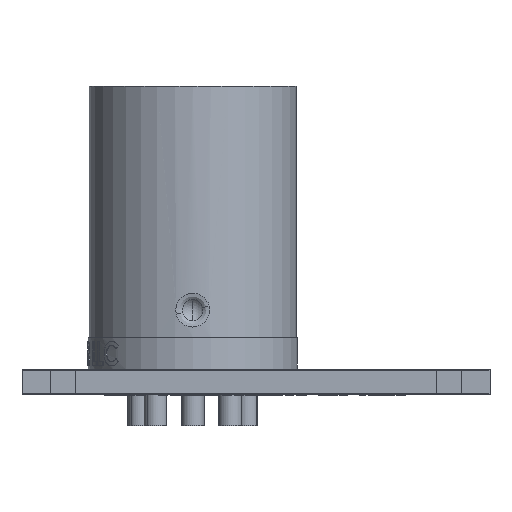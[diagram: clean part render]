
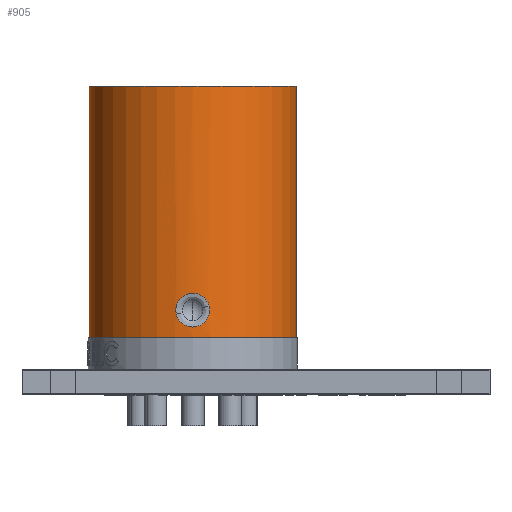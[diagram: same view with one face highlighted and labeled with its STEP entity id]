
A CAD part, front view. The second image highlights one B-rep face of the part: STEP entity #905.
In plain terms, the highlighted cylindrical face has radius 6.6 mm (diameter 13.2 mm), a partial arc.
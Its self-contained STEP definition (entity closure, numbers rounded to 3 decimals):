
#255 = VERTEX_POINT('',#256);
#256 = CARTESIAN_POINT('',(-1.048,-6.516,
    -0.507));
#263 = EDGE_CURVE('',#264,#255,#266,.T.);
#264 = VERTEX_POINT('',#265);
#265 = CARTESIAN_POINT('',(1.049,-6.516,
    0.006));
#266 = B_SPLINE_CURVE_WITH_KNOTS('',3,(#267,#268,#269,#270,#271,#272,
    #273,#274,#275,#276,#277,#278,#279,#280,#281,#282),.UNSPECIFIED.,.F.
  ,.F.,(4,2,2,2,2,2,2,4),(0.007,0.007,
    0.007,0.008,0.008,
    0.009,0.009,0.01),
  .UNSPECIFIED.);
#267 = CARTESIAN_POINT('',(1.049,-6.516,
    0.006));
#268 = CARTESIAN_POINT('',(1.082,-6.511,
    -0.132));
#269 = CARTESIAN_POINT('',(1.088,-6.51,
    -0.277));
#270 = CARTESIAN_POINT('',(1.045,-6.517,
    -0.556));
#271 = CARTESIAN_POINT('',(0.995,-6.525,-0.69)
  );
#272 = CARTESIAN_POINT('',(0.848,-6.546,-0.929)
  );
#273 = CARTESIAN_POINT('',(0.751,-6.558,-1.034)
  );
#274 = CARTESIAN_POINT('',(0.524,-6.58,
    -1.199));
#275 = CARTESIAN_POINT('',(0.393,-6.59,-1.259
    ));
#276 = CARTESIAN_POINT('',(0.121,-6.6,
    -1.325));
#277 = CARTESIAN_POINT('',(-0.024,-6.601,
    -1.331));
#278 = CARTESIAN_POINT('',(-0.302,-6.595,
    -1.289));
#279 = CARTESIAN_POINT('',(-0.437,-6.587,
    -1.241));
#280 = CARTESIAN_POINT('',(-0.801,-6.556,
    -1.023));
#281 = CARTESIAN_POINT('',(-0.981,-6.527,
    -0.781));
#282 = CARTESIAN_POINT('',(-1.048,-6.516,
    -0.507));
#431 = VERTEX_POINT('',#432);
#432 = CARTESIAN_POINT('',(6.6,0.,14.));
#441 = EDGE_CURVE('',#431,#442,#444,.T.);
#442 = VERTEX_POINT('',#443);
#443 = CARTESIAN_POINT('',(6.6,0.,-2.));
#444 = LINE('',#445,#446);
#445 = CARTESIAN_POINT('',(6.6,0.,6.7));
#446 = VECTOR('',#447,1.);
#447 = DIRECTION('',(-0.,-0.,-1.));
#502 = VERTEX_POINT('',#503);
#503 = CARTESIAN_POINT('',(-6.6,0.,-2.));
#510 = EDGE_CURVE('',#511,#502,#513,.T.);
#511 = VERTEX_POINT('',#512);
#512 = CARTESIAN_POINT('',(-6.6,0.,14.));
#513 = LINE('',#514,#515);
#514 = CARTESIAN_POINT('',(-6.6,0.,6.7));
#515 = VECTOR('',#516,1.);
#516 = DIRECTION('',(-0.,-0.,-1.));
#905 = ADVANCED_FACE('',(#906,#924),#946,.T.);
#906 = FACE_BOUND('',#907,.T.);
#907 = EDGE_LOOP('',(#908,#909,#916,#917));
#908 = ORIENTED_EDGE('',*,*,#441,.F.);
#909 = ORIENTED_EDGE('',*,*,#910,.F.);
#910 = EDGE_CURVE('',#511,#431,#911,.T.);
#911 = CIRCLE('',#912,6.6);
#912 = AXIS2_PLACEMENT_3D('',#913,#914,#915);
#913 = CARTESIAN_POINT('',(0.,0.,14.)
  );
#914 = DIRECTION('',(0.,0.,1.));
#915 = DIRECTION('',(1.,0.,-0.));
#916 = ORIENTED_EDGE('',*,*,#510,.T.);
#917 = ORIENTED_EDGE('',*,*,#918,.F.);
#918 = EDGE_CURVE('',#442,#502,#919,.T.);
#919 = CIRCLE('',#920,6.6);
#920 = AXIS2_PLACEMENT_3D('',#921,#922,#923);
#921 = CARTESIAN_POINT('',(0.,0.,-2.));
#922 = DIRECTION('',(0.,0.,-1.));
#923 = DIRECTION('',(-1.,0.,0.));
#924 = FACE_BOUND('',#925,.T.);
#925 = EDGE_LOOP('',(#926,#927));
#926 = ORIENTED_EDGE('',*,*,#263,.T.);
#927 = ORIENTED_EDGE('',*,*,#928,.T.);
#928 = EDGE_CURVE('',#255,#264,#929,.T.);
#929 = B_SPLINE_CURVE_WITH_KNOTS('',3,(#930,#931,#932,#933,#934,#935,
    #936,#937,#938,#939,#940,#941,#942,#943,#944,#945),.UNSPECIFIED.,.F.
  ,.F.,(4,2,2,2,2,2,2,4),(0.003,0.004,
    0.004,0.005,0.005,
    0.006,0.006,0.007),
  .UNSPECIFIED.);
#930 = CARTESIAN_POINT('',(-1.048,-6.516,
    -0.507));
#931 = CARTESIAN_POINT('',(-1.082,-6.511,
    -0.369));
#932 = CARTESIAN_POINT('',(-1.088,-6.51,
    -0.226));
#933 = CARTESIAN_POINT('',(-1.045,-6.517,
    0.053));
#934 = CARTESIAN_POINT('',(-0.996,-6.525,
    0.187));
#935 = CARTESIAN_POINT('',(-0.776,-6.556,
    0.548));
#936 = CARTESIAN_POINT('',(-0.533,-6.584,
    0.725));
#937 = CARTESIAN_POINT('',(-0.12,-6.6,
    0.825));
#938 = CARTESIAN_POINT('',(0.024,-6.601,
    0.831));
#939 = CARTESIAN_POINT('',(0.303,-6.595,0.789
    ));
#940 = CARTESIAN_POINT('',(0.439,-6.587,0.74
    ));
#941 = CARTESIAN_POINT('',(0.68,-6.566,0.596)
  );
#942 = CARTESIAN_POINT('',(0.786,-6.554,0.5)
  );
#943 = CARTESIAN_POINT('',(0.954,-6.531,0.273
    ));
#944 = CARTESIAN_POINT('',(1.015,-6.522,0.144
    ));
#945 = CARTESIAN_POINT('',(1.049,-6.516,
    0.006));
#946 = CYLINDRICAL_SURFACE('',#947,6.6);
#947 = AXIS2_PLACEMENT_3D('',#948,#949,#950);
#948 = CARTESIAN_POINT('',(0.,0.,6.7));
#949 = DIRECTION('',(-0.,-0.,-1.));
#950 = DIRECTION('',(-1.,0.,0.));
